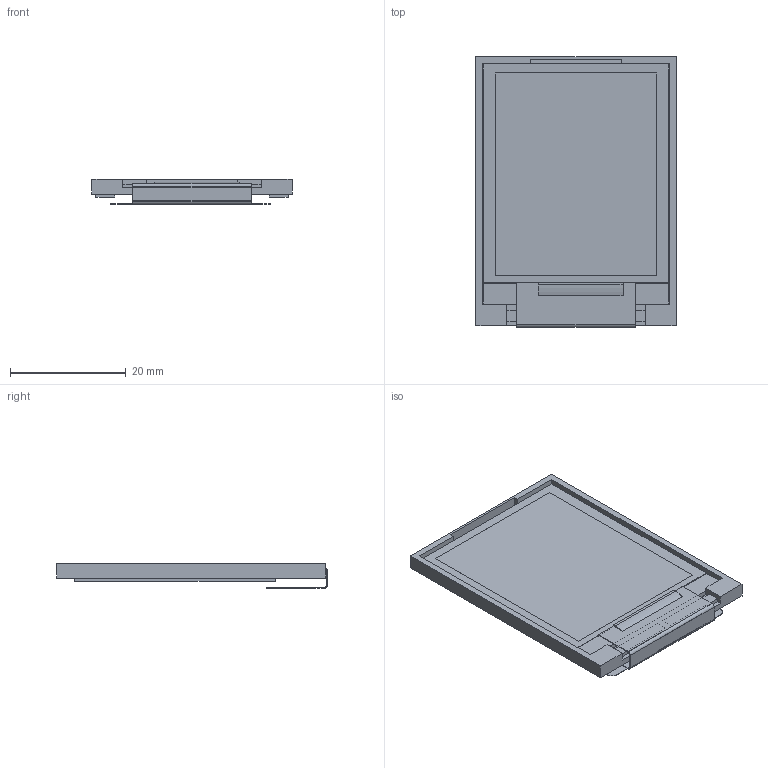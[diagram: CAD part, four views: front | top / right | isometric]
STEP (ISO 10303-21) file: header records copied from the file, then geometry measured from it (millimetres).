
FILE_DESCRIPTION(/* description */ ('Unknown'),/* implementation_level */ '2;1');
FILE_NAME(/* name */ '1.8in TFT (Without Glass)- Reverse Mount',/* time_stamp */ '2018-10-29T14:03:22-04:00',/* author */ ('Unknown'),/* organization */ ('Unknown'),/* preprocessor_version */ 'ST-DEVELOPER v16.7',/* originating_system */ 'DEX',/* authorisation */ $);
FILE_SCHEMA (('AUTOMOTIVE_DESIGN {1 0 10303 214 3 1 1}'));
Length unit declared in the file: millimetre
Products named in the file (1): 1.8in TFT (Without Glass)- Reverse Mount
Bounding box: 34.67 x 46.87 x 4.34 mm (x, y, z)
Volume: 3068.2 mm3; surface area: 5265.1 mm2
Topology: 1 solids, 21 shells, 407 faces, 1042 edges, 682 vertices
Faces by surface type: plane 353, bspline 43, cylinder 11
Entity records: 16864 total; most frequent: CARTESIAN_POINT 4871, ORIENTED_EDGE 2076, DIRECTION 1470, EDGE_CURVE 1038, LINE 696, VECTOR 696, VERTEX_POINT 682, EDGE_LOOP 434
